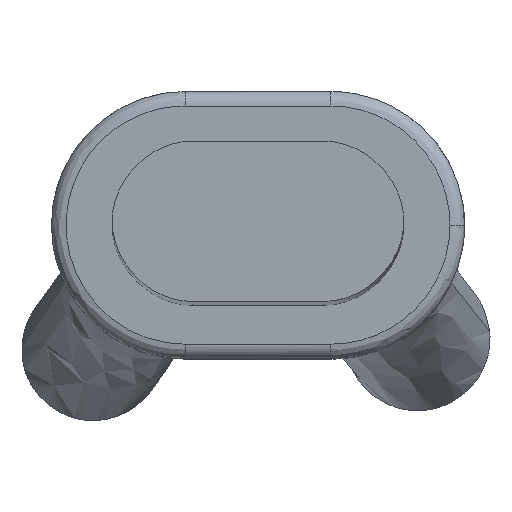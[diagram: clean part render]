
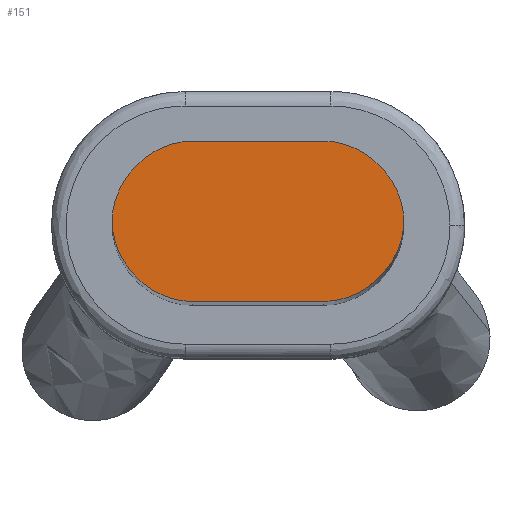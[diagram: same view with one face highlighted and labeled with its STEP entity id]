
A CAD part, top view. The second image highlights one B-rep face of the part: STEP entity #151.
In plain terms, the highlighted planar face has unit normal (0, 0, 1).
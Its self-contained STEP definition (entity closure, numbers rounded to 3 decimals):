
#89=LINE('',#985,#115);
#90=LINE('',#997,#116);
#115=VECTOR('',#588,1.);
#116=VECTOR('',#589,1.);
#151=ADVANCED_FACE('',(#193),#180,.T.);
#180=PLANE('',#561);
#193=FACE_OUTER_BOUND('',#224,.T.);
#224=EDGE_LOOP('',(#278,#279,#280,#281,#282));
#278=ORIENTED_EDGE('',*,*,#470,.T.);
#279=ORIENTED_EDGE('',*,*,#471,.T.);
#280=ORIENTED_EDGE('',*,*,#472,.T.);
#281=ORIENTED_EDGE('',*,*,#473,.T.);
#282=ORIENTED_EDGE('',*,*,#474,.T.);
#418=VERTEX_POINT('',#983);
#419=VERTEX_POINT('',#984);
#420=VERTEX_POINT('',#986);
#421=VERTEX_POINT('',#991);
#422=VERTEX_POINT('',#996);
#470=EDGE_CURVE('',#418,#419,#546,.T.);
#471=EDGE_CURVE('',#419,#420,#89,.T.);
#472=EDGE_CURVE('',#420,#421,#547,.T.);
#473=EDGE_CURVE('',#421,#422,#548,.T.);
#474=EDGE_CURVE('',#422,#418,#90,.T.);
#546=B_SPLINE_CURVE_WITH_KNOTS('',3,(#977,#978,#979,#980,#981,#982),
 .UNSPECIFIED.,.F.,.F.,(4,2,4),(0.,0.5,1.),.UNSPECIFIED.);
#547=B_SPLINE_CURVE_WITH_KNOTS('',3,(#987,#988,#989,#990),.UNSPECIFIED.,
 .F.,.F.,(4,4),(0.,1.),.UNSPECIFIED.);
#548=B_SPLINE_CURVE_WITH_KNOTS('',3,(#992,#993,#994,#995),.UNSPECIFIED.,
 .F.,.F.,(4,4),(0.,1.),.UNSPECIFIED.);
#561=AXIS2_PLACEMENT_3D('',#998,#590,#591);
#588=DIRECTION('',(-1.,0.,0.));
#589=DIRECTION('',(1.,0.,0.));
#590=DIRECTION('',(0.,0.,1.));
#591=DIRECTION('',(1.,0.,0.));
#977=CARTESIAN_POINT('',(1.35,-1.65,50.));
#978=CARTESIAN_POINT('',(2.214,-1.65,50.));
#979=CARTESIAN_POINT('',(3.,-0.864,50.));
#980=CARTESIAN_POINT('',(3.,0.864,50.));
#981=CARTESIAN_POINT('',(2.22,1.65,50.));
#982=CARTESIAN_POINT('',(1.35,1.65,50.));
#983=CARTESIAN_POINT('',(1.35,-1.65,50.));
#984=CARTESIAN_POINT('',(1.35,1.65,50.));
#985=CARTESIAN_POINT('',(0.,1.65,50.));
#986=CARTESIAN_POINT('',(-1.35,1.65,50.));
#987=CARTESIAN_POINT('',(-1.35,1.65,50.));
#988=CARTESIAN_POINT('',(-2.214,1.65,50.));
#989=CARTESIAN_POINT('',(-3.,0.87,50.));
#990=CARTESIAN_POINT('',(-3.,0.,50.));
#991=CARTESIAN_POINT('',(-3.,0.,50.));
#992=CARTESIAN_POINT('',(-3.,0.,50.));
#993=CARTESIAN_POINT('',(-3.,-0.864,50.));
#994=CARTESIAN_POINT('',(-2.22,-1.65,50.));
#995=CARTESIAN_POINT('',(-1.35,-1.65,50.));
#996=CARTESIAN_POINT('',(-1.35,-1.65,50.));
#997=CARTESIAN_POINT('',(0.,-1.65,50.));
#998=CARTESIAN_POINT('',(-3.036,-1.65,50.));
